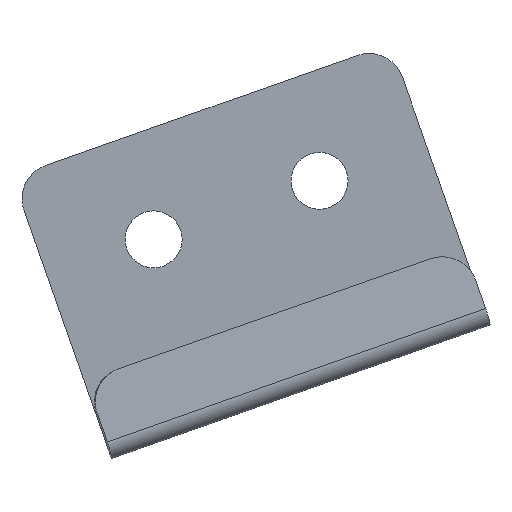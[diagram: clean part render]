
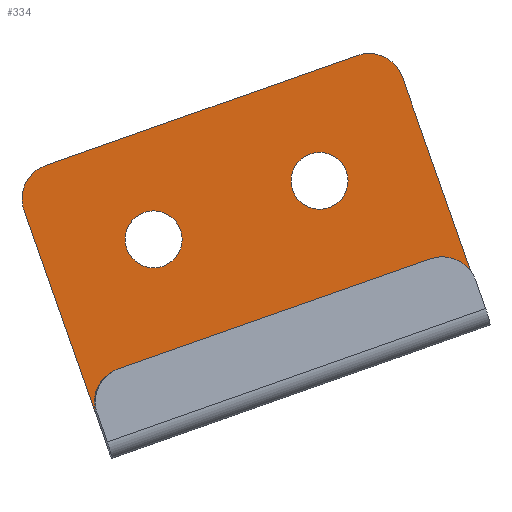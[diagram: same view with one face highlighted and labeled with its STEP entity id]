
A CAD part, top view. The second image highlights one B-rep face of the part: STEP entity #334.
In plain terms, the highlighted planar face has unit normal (0, 0, 1).
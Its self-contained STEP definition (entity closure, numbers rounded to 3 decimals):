
#5 = AXIS2_PLACEMENT_3D ( 'NONE', #795, #794, #790 ) ;
#10 = PLANE ( 'NONE',  #757 ) ;
#14 = DIRECTION ( 'NONE',  ( 1., 0., 0. ) ) ;
#23 = VERTEX_POINT ( 'NONE', #598 ) ;
#73 = VECTOR ( 'NONE', #1030, 1000. ) ;
#77 = LINE ( 'NONE', #494, #230 ) ;
#109 = ORIENTED_EDGE ( 'NONE', *, *, #247, .T. ) ;
#143 = EDGE_CURVE ( 'NONE', #23, #186, #837, .T. ) ;
#167 = CARTESIAN_POINT ( 'NONE',  ( 833.396, 571.571, 1.651 ) ) ;
#186 = VERTEX_POINT ( 'NONE', #596 ) ;
#203 = EDGE_CURVE ( 'NONE', #898, #685, #1017, .T. ) ;
#207 = VERTEX_POINT ( 'NONE', #373 ) ;
#226 = CIRCLE ( 'NONE', #347, 4.05 ) ;
#228 = CIRCLE ( 'NONE', #338, 4.05 ) ;
#230 = VECTOR ( 'NONE', #930, 1000. ) ;
#231 = LINE ( 'NONE', #990, #249 ) ;
#237 = LINE ( 'NONE', #554, #451 ) ;
#238 = EDGE_CURVE ( 'NONE', #709, #539, #1060, .T. ) ;
#239 = EDGE_CURVE ( 'NONE', #852, #537, #228, .T. ) ;
#241 = DIRECTION ( 'NONE',  ( 0., 0., 1. ) ) ;
#244 = EDGE_CURVE ( 'NONE', #539, #498, #524, .T. ) ;
#247 = EDGE_CURVE ( 'NONE', #498, #207, #77, .T. ) ;
#248 = EDGE_CURVE ( 'NONE', #207, #898, #468, .T. ) ;
#249 = VECTOR ( 'NONE', #982, 1000. ) ;
#251 = EDGE_CURVE ( 'NONE', #932, #709, #231, .T. ) ;
#252 = EDGE_CURVE ( 'NONE', #685, #932, #237, .T. ) ;
#255 = FACE_OUTER_BOUND ( 'NONE', #1028, .T. ) ;
#258 = EDGE_CURVE ( 'NONE', #186, #23, #226, .T. ) ;
#279 = CARTESIAN_POINT ( 'NONE',  ( 833.396, 571.571, 1.651 ) ) ;
#287 = CARTESIAN_POINT ( 'NONE',  ( 814.043, 589.828, 1.651 ) ) ;
#288 = CIRCLE ( 'NONE', #805, 4.05 ) ;
#305 = AXIS2_PLACEMENT_3D ( 'NONE', #404, #400, #398 ) ;
#334 = ADVANCED_FACE ( 'NONE', ( #340, #255, #342 ), #10, .T. ) ;
#338 = AXIS2_PLACEMENT_3D ( 'NONE', #1053, #793, #1087 ) ;
#340 = FACE_BOUND ( 'NONE', #1007, .T. ) ;
#341 = AXIS2_PLACEMENT_3D ( 'NONE', #1095, #503, #1089 ) ;
#342 = FACE_BOUND ( 'NONE', #623, .T. ) ;
#345 = CARTESIAN_POINT ( 'NONE',  ( 779.641, 552.616, 1.651 ) ) ;
#347 = AXIS2_PLACEMENT_3D ( 'NONE', #438, #241, #517 ) ;
#349 = AXIS2_PLACEMENT_3D ( 'NONE', #633, #488, #562 ) ;
#371 = DIRECTION ( 'NONE',  ( 0.333, -0.943, 0. ) ) ;
#373 = CARTESIAN_POINT ( 'NONE',  ( 771.054, 592.002, 1.651 ) ) ;
#384 = EDGE_CURVE ( 'NONE', #537, #852, #288, .T. ) ;
#398 = DIRECTION ( 'NONE',  ( 1., 0., 0. ) ) ;
#400 = DIRECTION ( 'NONE',  ( 0., 0., 1. ) ) ;
#404 = CARTESIAN_POINT ( 'NONE',  ( 772.717, 587.287, 1.651 ) ) ;
#438 = CARTESIAN_POINT ( 'NONE',  ( 786.416, 581.514, 1.651 ) ) ;
#439 = CARTESIAN_POINT ( 'NONE',  ( 768.001, 585.624, 1.651 ) ) ;
#451 = VECTOR ( 'NONE', #371, 1000. ) ;
#468 = CIRCLE ( 'NONE', #349, 5. ) ;
#488 = DIRECTION ( 'NONE',  ( 0., 0., 1. ) ) ;
#494 = CARTESIAN_POINT ( 'NONE',  ( 820.094, 609.295, 1.651 ) ) ;
#498 = VERTEX_POINT ( 'NONE', #723 ) ;
#503 = DIRECTION ( 'NONE',  ( 0., 0., 1. ) ) ;
#517 = DIRECTION ( 'NONE',  ( 1., 0., 0. ) ) ;
#524 = CIRCLE ( 'NONE', #341, 5. ) ;
#537 = VERTEX_POINT ( 'NONE', #1079 ) ;
#539 = VERTEX_POINT ( 'NONE', #720 ) ;
#554 = CARTESIAN_POINT ( 'NONE',  ( 766.338, 590.339, 1.651 ) ) ;
#562 = DIRECTION ( 'NONE',  ( 1., 0., 0. ) ) ;
#586 = ORIENTED_EDGE ( 'NONE', *, *, #143, .F. ) ;
#596 = CARTESIAN_POINT ( 'NONE',  ( 790.466, 581.514, 1.651 ) ) ;
#598 = CARTESIAN_POINT ( 'NONE',  ( 782.366, 581.514, 1.651 ) ) ;
#605 = CARTESIAN_POINT ( 'NONE',  ( 767.717, 587.287, 1.651 ) ) ;
#611 = ORIENTED_EDGE ( 'NONE', *, *, #258, .F. ) ;
#623 = EDGE_LOOP ( 'NONE', ( #586, #611 ) ) ;
#631 = ORIENTED_EDGE ( 'NONE', *, *, #244, .T. ) ;
#633 = CARTESIAN_POINT ( 'NONE',  ( 772.717, 587.287, 1.651 ) ) ;
#656 = ORIENTED_EDGE ( 'NONE', *, *, #251, .T. ) ;
#685 = VERTEX_POINT ( 'NONE', #439 ) ;
#709 = VERTEX_POINT ( 'NONE', #279 ) ;
#720 = CARTESIAN_POINT ( 'NONE',  ( 821.757, 604.579, 1.651 ) ) ;
#723 = CARTESIAN_POINT ( 'NONE',  ( 815.379, 607.632, 1.651 ) ) ;
#734 = ORIENTED_EDGE ( 'NONE', *, *, #248, .T. ) ;
#735 = ORIENTED_EDGE ( 'NONE', *, *, #239, .F. ) ;
#737 = ORIENTED_EDGE ( 'NONE', *, *, #238, .T. ) ;
#738 = ORIENTED_EDGE ( 'NONE', *, *, #252, .T. ) ;
#739 = ORIENTED_EDGE ( 'NONE', *, *, #203, .T. ) ;
#757 = AXIS2_PLACEMENT_3D ( 'NONE', #167, #983, #14 ) ;
#790 = DIRECTION ( 'NONE',  ( 1., 0., 0. ) ) ;
#793 = DIRECTION ( 'NONE',  ( 0., 0., 1. ) ) ;
#794 = DIRECTION ( 'NONE',  ( 0., 0., 1. ) ) ;
#795 = CARTESIAN_POINT ( 'NONE',  ( 786.416, 581.514, 1.651 ) ) ;
#805 = AXIS2_PLACEMENT_3D ( 'NONE', #1057, #947, #949 ) ;
#837 = CIRCLE ( 'NONE', #5, 4.05 ) ;
#852 = VERTEX_POINT ( 'NONE', #287 ) ;
#898 = VERTEX_POINT ( 'NONE', #605 ) ;
#930 = DIRECTION ( 'NONE',  ( -0.943, -0.333, 0. ) ) ;
#932 = VERTEX_POINT ( 'NONE', #345 ) ;
#947 = DIRECTION ( 'NONE',  ( 0., 0., 1. ) ) ;
#949 = DIRECTION ( 'NONE',  ( 1., 0., 0. ) ) ;
#982 = DIRECTION ( 'NONE',  ( 0.943, 0.333, 0. ) ) ;
#983 = DIRECTION ( 'NONE',  ( 0., 0., 1. ) ) ;
#990 = CARTESIAN_POINT ( 'NONE',  ( 779.641, 552.616, 1.651 ) ) ;
#1007 = EDGE_LOOP ( 'NONE', ( #1054, #735 ) ) ;
#1017 = CIRCLE ( 'NONE', #305, 5. ) ;
#1028 = EDGE_LOOP ( 'NONE', ( #737, #631, #109, #734, #739, #738, #656 ) ) ;
#1030 = DIRECTION ( 'NONE',  ( -0.333, 0.943, 0. ) ) ;
#1036 = CARTESIAN_POINT ( 'NONE',  ( 833.396, 571.571, 1.651 ) ) ;
#1053 = CARTESIAN_POINT ( 'NONE',  ( 809.993, 589.828, 1.651 ) ) ;
#1054 = ORIENTED_EDGE ( 'NONE', *, *, #384, .F. ) ;
#1057 = CARTESIAN_POINT ( 'NONE',  ( 809.993, 589.828, 1.651 ) ) ;
#1060 = LINE ( 'NONE', #1036, #73 ) ;
#1079 = CARTESIAN_POINT ( 'NONE',  ( 805.943, 589.828, 1.651 ) ) ;
#1087 = DIRECTION ( 'NONE',  ( 1., 0., 0. ) ) ;
#1089 = DIRECTION ( 'NONE',  ( 1., 0., 0. ) ) ;
#1095 = CARTESIAN_POINT ( 'NONE',  ( 817.042, 602.917, 1.651 ) ) ;
